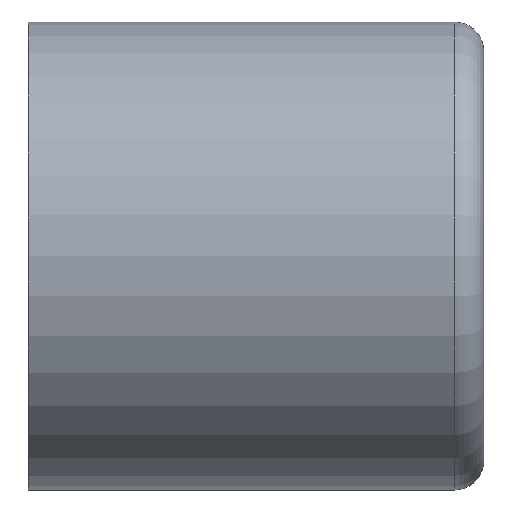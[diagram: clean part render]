
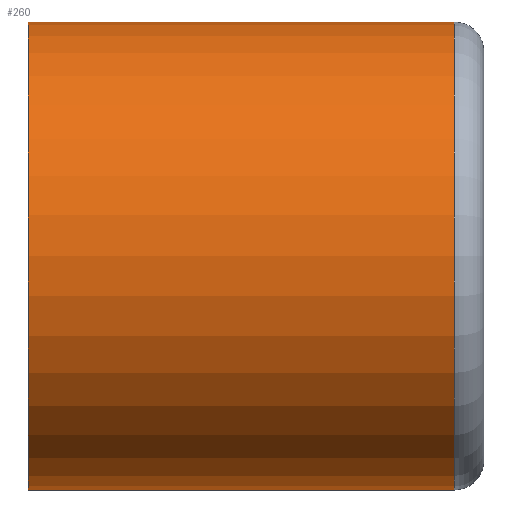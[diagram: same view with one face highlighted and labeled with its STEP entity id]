
A CAD part, top view. The second image highlights one B-rep face of the part: STEP entity #260.
In plain terms, the highlighted cylindrical face has radius 9.5 mm (diameter 19 mm), a partial arc.
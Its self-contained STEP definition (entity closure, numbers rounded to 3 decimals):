
#129=CARTESIAN_POINT('POINT7',(-20.5,9.5,0.
   ));
#130=VERTEX_POINT('VERTEX7',#129);
#138=CARTESIAN_POINT('POINT8',(-20.5,-9.5,0.));
#139=VERTEX_POINT('VERTEX8',#138);
#146=CARTESIAN_POINT('POS18',(-20.5,0.,0.
   ));
#147=DIRECTION('DIR31',(1.,0.,0.));
#148=DIRECTION('DIR32',(0.,1.,0.));
#149=AXIS2_PLACEMENT_3D('AXIS14',#146,#147,#148);
#150=CIRCLE('ELLIPSE9',#149,9.5);
#151=EDGE_CURVE('EDGE13',#130,#139,#150,.T.);
#161=CARTESIAN_POINT('POINT9',(-3.2,9.5,0.)
   );
#162=VERTEX_POINT('VERTEX9',#161);
#163=CARTESIAN_POINT('POINT10',(-3.2,-9.5,
   0.));
#164=VERTEX_POINT('VERTEX10',#163);
#165=CARTESIAN_POINT('POS20',(-3.2,0.,0.));
#166=DIRECTION('DIR35',(1.,0.,0.));
#167=DIRECTION('DIR36',(0.,1.,0.));
#168=AXIS2_PLACEMENT_3D('AXIS16',#165,#166,#167);
#169=CIRCLE('ELLIPSE10',#168,9.5);
#170=EDGE_CURVE('EDGE14',#162,#164,#169,.T.);
#239=ORIENTED_EDGE('COEDGE33',*,*,#151,.T.);
#240=CARTESIAN_POINT('POS29',(-3.2,-9.5,0.
   ));
#241=DIRECTION('DIR53',(-1.,0.,0.));
#242=VECTOR('VEC5',#241,1.);
#243=LINE('STRAIGHT5',#240,#242);
#244=EDGE_CURVE('EDGE20',#164,#139,#243,.T.);
#245=ORIENTED_EDGE('COEDGE34',*,*,#244,.F.);
#246=ORIENTED_EDGE('COEDGE35',*,*,#170,.F.);
#247=CARTESIAN_POINT('POS30',(-3.2,9.5,0.))
   ;
#248=DIRECTION('DIR54',(-1.,0.,0.));
#249=VECTOR('VEC6',#248,1.);
#250=LINE('STRAIGHT6',#247,#249);
#251=EDGE_CURVE('EDGE21',#162,#130,#250,.T.);
#252=ORIENTED_EDGE('COEDGE36',*,*,#251,.T.);
#253=EDGE_LOOP('NONE',(#239,#245,#246,#252));
#254=FACE_BOUND('LOOP1',#253,.T.);
#255=CARTESIAN_POINT('POS31',(-21.425,0.,0.));
#256=DIRECTION('DIR55',(1.,0.,0.));
#257=DIRECTION('DIR56',(0.,-1.,0.));
#258=AXIS2_PLACEMENT_3D('AXIS25',#255,#256,#257);
#259=CYLINDRICAL_SURFACE('CONE_SURF3',#258,9.5);
#260=ADVANCED_FACE('FACE10',(#254),#259,.T.);
